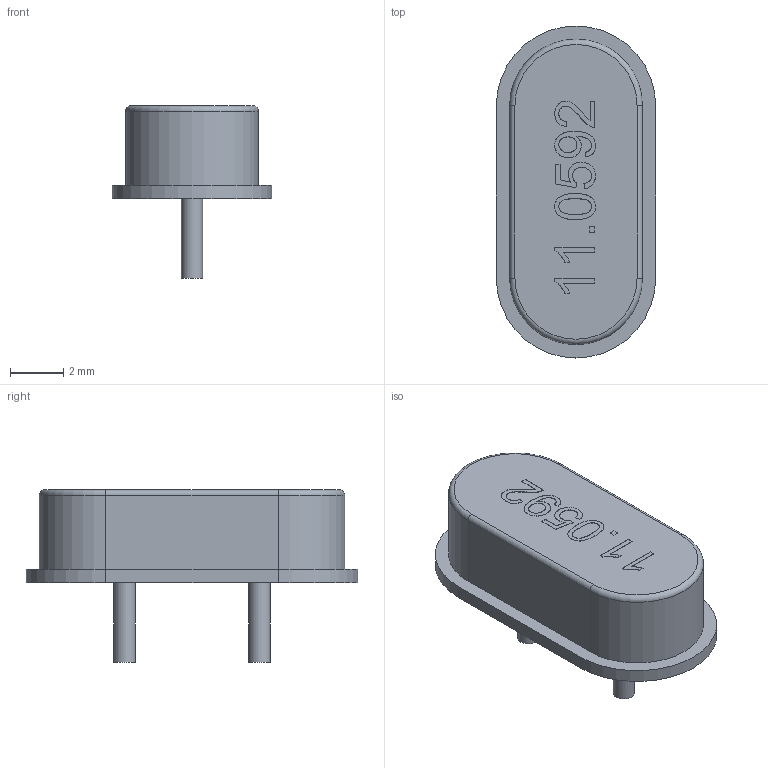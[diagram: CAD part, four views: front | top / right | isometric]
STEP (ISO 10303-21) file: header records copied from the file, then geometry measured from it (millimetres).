
FILE_DESCRIPTION(/* description */ (''),/* implementation_level */ '2;1');
FILE_NAME(/* name */ 'XTAL.stp',/* time_stamp */ '2016-08-17T03:16:31+07:00',/* author */ ('ThYnOx_2'),/* organization */ (''),/* preprocessor_version */ 'ST-DEVELOPER v15.6',/* originating_system */ 'Autodesk Inventor 2015',/* authorisation */ '');
FILE_SCHEMA (('AUTOMOTIVE_DESIGN { 1 0 10303 214 3 1 1 }'));
Length unit declared in the file: millimetre
Products named in the file (1): XTAL
Bounding box: 6 x 12.5 x 6.51 mm (x, y, z)
Volume: 191.7 mm3; surface area: 252.1 mm2
Topology: 1 solids, 1 shells, 103 faces, 257 edges, 170 vertices
Faces by surface type: plane 46, bspline 45, cylinder 8, torus 4
Full cylindrical faces by diameter (mm): 0.8 x2
Entity records: 3461 total; most frequent: CARTESIAN_POINT 1251, ORIENTED_EDGE 506, DIRECTION 303, EDGE_CURVE 253, VERTEX_POINT 170, LINE 141, VECTOR 141, EDGE_LOOP 121
